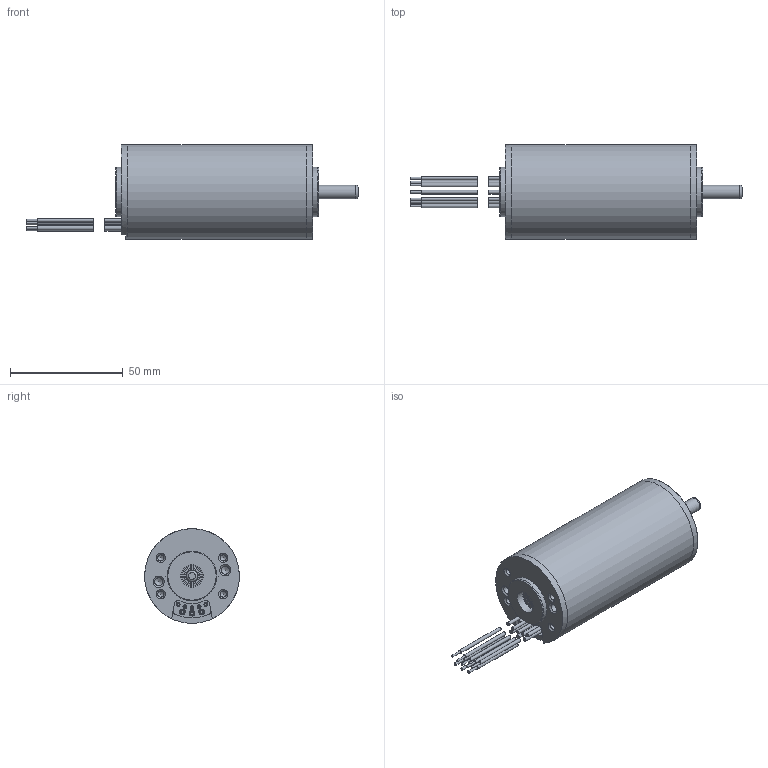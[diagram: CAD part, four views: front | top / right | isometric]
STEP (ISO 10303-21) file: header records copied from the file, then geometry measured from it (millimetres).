
FILE_DESCRIPTION(/* description */ (''),/* implementation_level */ '2;1');
FILE_NAME(/* name */ 'ECM42x30.stp',/* time_stamp */ '2014-02-19T11:28:13+01:00',/* author */ ('Ost'),/* organization */ ('KAG'),/* preprocessor_version */ 'ST-DEVELOPER v11',/* originating_system */ 'SIEMENS UGS NX 6.0',/* authorisation */ 'ZulÃ¤ssig');
FILE_SCHEMA (('AUTOMOTIVE_DESIGN { 1 0 10303 214 1 1 1 1 }'));
Bounding box: 147.2 x 42 x 42 mm (x, y, z)
Volume: 35483 mm3; surface area: 35233.4 mm2
Topology: 32 solids, 32 shells, 255 faces, 456 edges, 292 vertices
Faces by surface type: plane 96, cylinder 86, cone 60, torus 13
Full cylindrical faces by diameter (mm): 0.9 x5, 1.2 x3, 1.5 x10, 1.7 x5, 1.8 x6, 2.135 x2, 2.2 x1, 2.5 x3, 2.7 x8, 3.6 x4, 5 x2, 6 x2, 7.05 x2, 7.507 x1, 8.05 x2, 8.5 x1, 8.63 x1, 9.54 x2, 10 x1, 11.54 x2, 12.517 x1, 15.083 x1, 16 x2, 19 x2, 20 x1, 22 x2, 39 x1, 39.2 x4, 42 x3
Entity records: 5414 total; most frequent: DRCTN 1010, CRTPNT 774, ORNEDG 514, A2PL3D 497, EDGLP 465, FCBND 421, VRTPNT 261, EDGCRV 257
